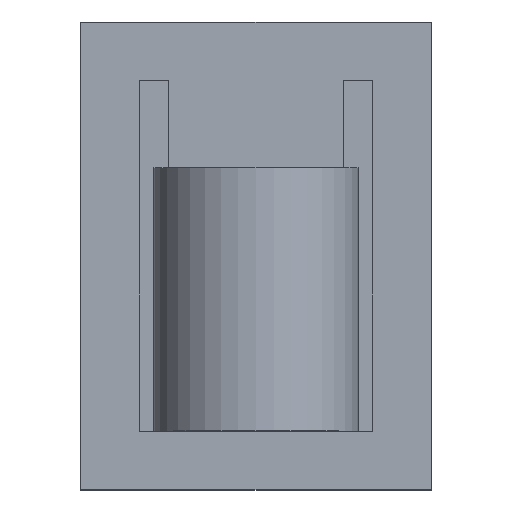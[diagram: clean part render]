
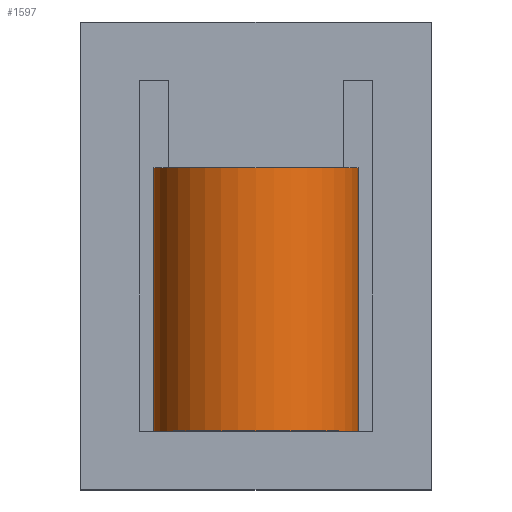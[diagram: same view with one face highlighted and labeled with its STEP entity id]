
A CAD part, top view. The second image highlights one B-rep face of the part: STEP entity #1597.
In plain terms, the highlighted cylindrical face has radius 3.5 mm (diameter 7 mm), a partial arc.
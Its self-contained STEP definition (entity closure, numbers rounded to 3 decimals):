
#359 = PLANE('',#360);
#360 = AXIS2_PLACEMENT_3D('',#361,#362,#363);
#361 = CARTESIAN_POINT('',(0.,3.,6.075));
#362 = DIRECTION('',(0.,1.,0.));
#363 = DIRECTION('',(0.,0.,1.));
#527 = PLANE('',#528);
#528 = AXIS2_PLACEMENT_3D('',#529,#530,#531);
#529 = CARTESIAN_POINT('',(0.,-6.,6.075));
#530 = DIRECTION('',(0.,1.,0.));
#531 = DIRECTION('',(0.,0.,1.));
#718 = VERTEX_POINT('',#719);
#719 = CARTESIAN_POINT('',(-3.5,3.,8.));
#733 = PLANE('',#734);
#734 = AXIS2_PLACEMENT_3D('',#735,#736,#737);
#735 = CARTESIAN_POINT('',(-3.5,3.,2.));
#736 = DIRECTION('',(-1.,0.,0.));
#737 = DIRECTION('',(0.,0.,1.));
#745 = EDGE_CURVE('',#746,#718,#748,.T.);
#746 = VERTEX_POINT('',#747);
#747 = CARTESIAN_POINT('',(3.5,3.,8.));
#748 = SURFACE_CURVE('',#749,(#754,#765),.PCURVE_S1.);
#749 = CIRCLE('',#750,3.5);
#750 = AXIS2_PLACEMENT_3D('',#751,#752,#753);
#751 = CARTESIAN_POINT('',(0.,3.,8.));
#752 = DIRECTION('',(0.,-1.,0.));
#753 = DIRECTION('',(1.,0.,0.));
#754 = PCURVE('',#359,#755);
#755 = DEFINITIONAL_REPRESENTATION('',(#756),#764);
#756 = ( BOUNDED_CURVE() B_SPLINE_CURVE(2,(#757,#758,#759,#760,#761,#762
,#763),.UNSPECIFIED.,.T.,.F.) B_SPLINE_CURVE_WITH_KNOTS((1,2,2,2,2,1),(
    -2.094,0.,2.094,4.189,6.283,
8.378),.UNSPECIFIED.) CURVE() GEOMETRIC_REPRESENTATION_ITEM() 
RATIONAL_B_SPLINE_CURVE((1.,0.5,1.,0.5,1.,0.5,1.)) REPRESENTATION_ITEM(
  '') );
#757 = CARTESIAN_POINT('',(1.925,3.5));
#758 = CARTESIAN_POINT('',(7.987,3.5));
#759 = CARTESIAN_POINT('',(4.956,-1.75));
#760 = CARTESIAN_POINT('',(1.925,-7.));
#761 = CARTESIAN_POINT('',(-1.106,-1.75));
#762 = CARTESIAN_POINT('',(-4.137,3.5));
#763 = CARTESIAN_POINT('',(1.925,3.5));
#764 = ( GEOMETRIC_REPRESENTATION_CONTEXT(2) 
PARAMETRIC_REPRESENTATION_CONTEXT() REPRESENTATION_CONTEXT('2D SPACE',''
  ) );
#765 = PCURVE('',#766,#771);
#766 = CYLINDRICAL_SURFACE('',#767,3.5);
#767 = AXIS2_PLACEMENT_3D('',#768,#769,#770);
#768 = CARTESIAN_POINT('',(0.,3.,8.));
#769 = DIRECTION('',(0.,1.,0.));
#770 = DIRECTION('',(1.,0.,0.));
#771 = DEFINITIONAL_REPRESENTATION('',(#772),#776);
#772 = LINE('',#773,#774);
#773 = CARTESIAN_POINT('',(-0.,0.));
#774 = VECTOR('',#775,1.);
#775 = DIRECTION('',(-1.,0.));
#776 = ( GEOMETRIC_REPRESENTATION_CONTEXT(2) 
PARAMETRIC_REPRESENTATION_CONTEXT() REPRESENTATION_CONTEXT('2D SPACE',''
  ) );
#794 = PLANE('',#795);
#795 = AXIS2_PLACEMENT_3D('',#796,#797,#798);
#796 = CARTESIAN_POINT('',(3.5,3.,8.));
#797 = DIRECTION('',(1.,0.,0.));
#798 = DIRECTION('',(0.,0.,-1.));
#1182 = VERTEX_POINT('',#1183);
#1183 = CARTESIAN_POINT('',(-3.5,-6.,8.));
#1204 = EDGE_CURVE('',#1205,#1182,#1207,.T.);
#1205 = VERTEX_POINT('',#1206);
#1206 = CARTESIAN_POINT('',(3.5,-6.,8.));
#1207 = SURFACE_CURVE('',#1208,(#1213,#1224),.PCURVE_S1.);
#1208 = CIRCLE('',#1209,3.5);
#1209 = AXIS2_PLACEMENT_3D('',#1210,#1211,#1212);
#1210 = CARTESIAN_POINT('',(0.,-6.,8.));
#1211 = DIRECTION('',(0.,-1.,0.));
#1212 = DIRECTION('',(1.,0.,0.));
#1213 = PCURVE('',#527,#1214);
#1214 = DEFINITIONAL_REPRESENTATION('',(#1215),#1223);
#1215 = ( BOUNDED_CURVE() B_SPLINE_CURVE(2,(#1216,#1217,#1218,#1219,
#1220,#1221,#1222),.UNSPECIFIED.,.T.,.F.) B_SPLINE_CURVE_WITH_KNOTS((1,2
    ,2,2,2,1),(-2.094,0.,2.094,4.189,
6.283,8.378),.UNSPECIFIED.) CURVE() 
GEOMETRIC_REPRESENTATION_ITEM() RATIONAL_B_SPLINE_CURVE((1.,0.5,1.,0.5,
1.,0.5,1.)) REPRESENTATION_ITEM('') );
#1216 = CARTESIAN_POINT('',(1.925,3.5));
#1217 = CARTESIAN_POINT('',(7.987,3.5));
#1218 = CARTESIAN_POINT('',(4.956,-1.75));
#1219 = CARTESIAN_POINT('',(1.925,-7.));
#1220 = CARTESIAN_POINT('',(-1.106,-1.75));
#1221 = CARTESIAN_POINT('',(-4.137,3.5));
#1222 = CARTESIAN_POINT('',(1.925,3.5));
#1223 = ( GEOMETRIC_REPRESENTATION_CONTEXT(2) 
PARAMETRIC_REPRESENTATION_CONTEXT() REPRESENTATION_CONTEXT('2D SPACE',''
  ) );
#1224 = PCURVE('',#766,#1225);
#1225 = DEFINITIONAL_REPRESENTATION('',(#1226),#1230);
#1226 = LINE('',#1227,#1228);
#1227 = CARTESIAN_POINT('',(-0.,-9.));
#1228 = VECTOR('',#1229,1.);
#1229 = DIRECTION('',(-1.,0.));
#1230 = ( GEOMETRIC_REPRESENTATION_CONTEXT(2) 
PARAMETRIC_REPRESENTATION_CONTEXT() REPRESENTATION_CONTEXT('2D SPACE',''
  ) );
#1575 = EDGE_CURVE('',#746,#1205,#1576,.T.);
#1576 = SURFACE_CURVE('',#1577,(#1581,#1588),.PCURVE_S1.);
#1577 = LINE('',#1578,#1579);
#1578 = CARTESIAN_POINT('',(3.5,3.,8.));
#1579 = VECTOR('',#1580,1.);
#1580 = DIRECTION('',(0.,-1.,0.));
#1581 = PCURVE('',#794,#1582);
#1582 = DEFINITIONAL_REPRESENTATION('',(#1583),#1587);
#1583 = LINE('',#1584,#1585);
#1584 = CARTESIAN_POINT('',(0.,0.));
#1585 = VECTOR('',#1586,1.);
#1586 = DIRECTION('',(0.,-1.));
#1587 = ( GEOMETRIC_REPRESENTATION_CONTEXT(2) 
PARAMETRIC_REPRESENTATION_CONTEXT() REPRESENTATION_CONTEXT('2D SPACE',''
  ) );
#1588 = PCURVE('',#766,#1589);
#1589 = DEFINITIONAL_REPRESENTATION('',(#1590),#1594);
#1590 = LINE('',#1591,#1592);
#1591 = CARTESIAN_POINT('',(0.,0.));
#1592 = VECTOR('',#1593,1.);
#1593 = DIRECTION('',(-0.,-1.));
#1594 = ( GEOMETRIC_REPRESENTATION_CONTEXT(2) 
PARAMETRIC_REPRESENTATION_CONTEXT() REPRESENTATION_CONTEXT('2D SPACE',''
  ) );
#1597 = ADVANCED_FACE('',(#1598),#766,.T.);
#1598 = FACE_BOUND('',#1599,.F.);
#1599 = EDGE_LOOP('',(#1600,#1601,#1602,#1623));
#1600 = ORIENTED_EDGE('',*,*,#1575,.T.);
#1601 = ORIENTED_EDGE('',*,*,#1204,.T.);
#1602 = ORIENTED_EDGE('',*,*,#1603,.F.);
#1603 = EDGE_CURVE('',#718,#1182,#1604,.T.);
#1604 = SURFACE_CURVE('',#1605,(#1609,#1616),.PCURVE_S1.);
#1605 = LINE('',#1606,#1607);
#1606 = CARTESIAN_POINT('',(-3.5,3.,8.));
#1607 = VECTOR('',#1608,1.);
#1608 = DIRECTION('',(0.,-1.,0.));
#1609 = PCURVE('',#766,#1610);
#1610 = DEFINITIONAL_REPRESENTATION('',(#1611),#1615);
#1611 = LINE('',#1612,#1613);
#1612 = CARTESIAN_POINT('',(-3.142,0.));
#1613 = VECTOR('',#1614,1.);
#1614 = DIRECTION('',(-0.,-1.));
#1615 = ( GEOMETRIC_REPRESENTATION_CONTEXT(2) 
PARAMETRIC_REPRESENTATION_CONTEXT() REPRESENTATION_CONTEXT('2D SPACE',''
  ) );
#1616 = PCURVE('',#733,#1617);
#1617 = DEFINITIONAL_REPRESENTATION('',(#1618),#1622);
#1618 = LINE('',#1619,#1620);
#1619 = CARTESIAN_POINT('',(6.,0.));
#1620 = VECTOR('',#1621,1.);
#1621 = DIRECTION('',(0.,-1.));
#1622 = ( GEOMETRIC_REPRESENTATION_CONTEXT(2) 
PARAMETRIC_REPRESENTATION_CONTEXT() REPRESENTATION_CONTEXT('2D SPACE',''
  ) );
#1623 = ORIENTED_EDGE('',*,*,#745,.F.);
